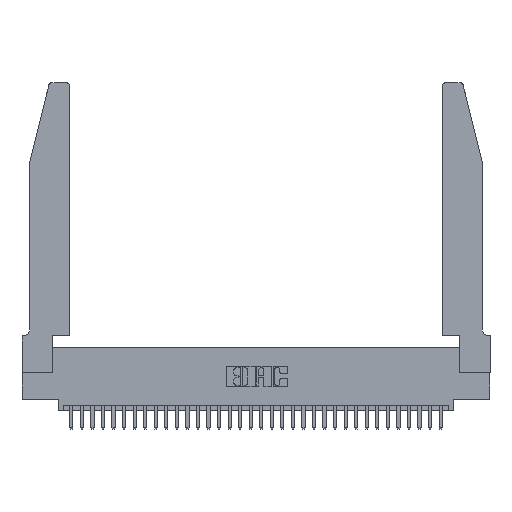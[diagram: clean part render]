
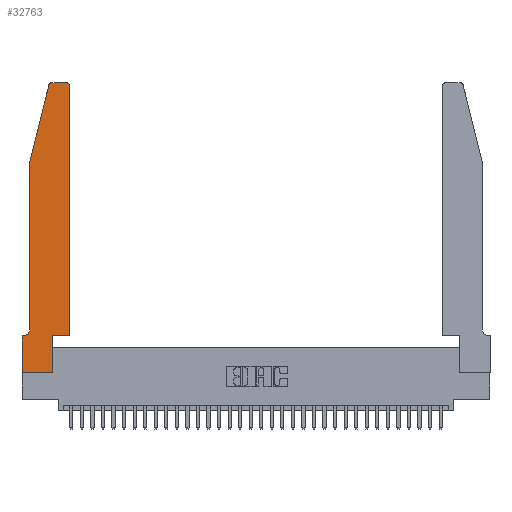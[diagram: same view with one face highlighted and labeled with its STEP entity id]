
A CAD part, top view. The second image highlights one B-rep face of the part: STEP entity #32763.
In plain terms, the highlighted planar face has unit normal (0, 0, 1).
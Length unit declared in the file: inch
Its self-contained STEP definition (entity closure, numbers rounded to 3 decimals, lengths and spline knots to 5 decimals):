
#27 = ORIENTED_EDGE ( 'NONE', *, *, #18408, .T. ) ;
#302 = ORIENTED_EDGE ( 'NONE', *, *, #15132, .T. ) ;
#395 = CARTESIAN_POINT ( 'NONE',  ( 0., 0.35, 0.37 ) ) ;
#876 = VERTEX_POINT ( 'NONE', #5556 ) ;
#934 = ORIENTED_EDGE ( 'NONE', *, *, #19479, .T. ) ;
#960 = VERTEX_POINT ( 'NONE', #24516 ) ;
#1558 = EDGE_CURVE ( 'NONE', #14462, #28992, #28059, .T. ) ;
#1647 = DIRECTION ( 'NONE',  ( 0., 1., 0. ) ) ;
#1663 = CARTESIAN_POINT ( 'NONE',  ( 0.0755, 2., 0.37 ) ) ;
#1879 = CARTESIAN_POINT ( 'NONE',  ( 0.0755, 0.35, 0.37 ) ) ;
#2142 = DIRECTION ( 'NONE',  ( 0., 0., 1. ) ) ;
#2437 = AXIS2_PLACEMENT_3D ( 'NONE', #29769, #21896, #6191 ) ;
#2445 = ORIENTED_EDGE ( 'NONE', *, *, #1558, .T. ) ;
#3489 = VECTOR ( 'NONE', #5770, 39.37008 ) ;
#3563 = PLANE ( 'NONE',  #2437 ) ;
#4121 = CARTESIAN_POINT ( 'NONE',  ( 0.4505, 0.35, 0.37 ) ) ;
#4295 = CIRCLE ( 'NONE', #9217, 0.03 ) ;
#4309 = CARTESIAN_POINT ( 'NONE',  ( 0.4505, 0.35, 0.37 ) ) ;
#4334 = LINE ( 'NONE', #29360, #3489 ) ;
#4728 = CARTESIAN_POINT ( 'NONE',  ( 0.2865, 0.35, 0.37 ) ) ;
#5130 = DIRECTION ( 'NONE',  ( 1., 0., 0. ) ) ;
#5204 = CARTESIAN_POINT ( 'NONE',  ( 0.0755, 2., 0.37 ) ) ;
#5556 = CARTESIAN_POINT ( 'NONE',  ( 0.0055, 0.35, 0.37 ) ) ;
#5770 = DIRECTION ( 'NONE',  ( 0., -1., 0. ) ) ;
#5864 = ORIENTED_EDGE ( 'NONE', *, *, #31483, .T. ) ;
#6191 = DIRECTION ( 'NONE',  ( 1., 0., 0. ) ) ;
#6764 = DIRECTION ( 'NONE',  ( 1., 0., 0. ) ) ;
#6814 = VERTEX_POINT ( 'NONE', #24738 ) ;
#6976 = CIRCLE ( 'NONE', #33375, 0.07 ) ;
#7729 = EDGE_CURVE ( 'NONE', #33405, #960, #8379, .T. ) ;
#7852 = DIRECTION ( 'NONE',  ( 0., -1., 0. ) ) ;
#8379 = LINE ( 'NONE', #20835, #15312 ) ;
#9217 = AXIS2_PLACEMENT_3D ( 'NONE', #17863, #2142, #20474 ) ;
#9680 = DIRECTION ( 'NONE',  ( -1., 0., 0. ) ) ;
#10492 = CARTESIAN_POINT ( 'NONE',  ( 0.2605, 2.75, 0.37 ) ) ;
#10681 = VECTOR ( 'NONE', #15735, 39.37008 ) ;
#11362 = CARTESIAN_POINT ( 'NONE',  ( 0.0055, 0.42, 0.37 ) ) ;
#12288 = VECTOR ( 'NONE', #22676, 39.37008 ) ;
#12492 = VERTEX_POINT ( 'NONE', #4728 ) ;
#12624 = CARTESIAN_POINT ( 'NONE',  ( 0.2865, 0.35, 0.37 ) ) ;
#12691 = VECTOR ( 'NONE', #7852, 39.37008 ) ;
#12958 = VERTEX_POINT ( 'NONE', #21855 ) ;
#13126 = CARTESIAN_POINT ( 'NONE',  ( 0., 0., 0.37 ) ) ;
#13137 = EDGE_CURVE ( 'NONE', #24128, #21530, #19288, .T. ) ;
#13385 = EDGE_CURVE ( 'NONE', #21530, #6814, #26756, .T. ) ;
#13393 = ORIENTED_EDGE ( 'NONE', *, *, #21016, .T. ) ;
#13603 = EDGE_CURVE ( 'NONE', #6814, #876, #6976, .T. ) ;
#13802 = CARTESIAN_POINT ( 'NONE',  ( 0.4205, 2.72, 0.37 ) ) ;
#13991 = DIRECTION ( 'NONE',  ( -1., 0., 0. ) ) ;
#14429 = CARTESIAN_POINT ( 'NONE',  ( 0.25487, 2.72718, 0.37 ) ) ;
#14462 = VERTEX_POINT ( 'NONE', #4121 ) ;
#15132 = EDGE_CURVE ( 'NONE', #960, #12492, #22893, .T. ) ;
#15267 = DIRECTION ( 'NONE',  ( 0., 1., 0. ) ) ;
#15312 = VECTOR ( 'NONE', #5130, 39.37008 ) ;
#15429 = VECTOR ( 'NONE', #6764, 39.37008 ) ;
#15693 = LINE ( 'NONE', #1879, #28939 ) ;
#15735 = DIRECTION ( 'NONE',  ( -1., 0., 0. ) ) ;
#15861 = VECTOR ( 'NONE', #15267, 39.37008 ) ;
#15866 = ORIENTED_EDGE ( 'NONE', *, *, #13137, .T. ) ;
#16449 = DIRECTION ( 'NONE',  ( 1., 0., 0. ) ) ;
#17082 = EDGE_LOOP ( 'NONE', ( #13393, #29361, #15866, #31390, #21248, #934, #27, #22811, #302, #32129, #2445, #5864 ) ) ;
#17184 = CARTESIAN_POINT ( 'NONE',  ( 0.4505, 0.35, 0.37 ) ) ;
#17341 = AXIS2_PLACEMENT_3D ( 'NONE', #13802, #32271, #16449 ) ;
#17863 = CARTESIAN_POINT ( 'NONE',  ( 0.284, 2.72, 0.37 ) ) ;
#18408 = EDGE_CURVE ( 'NONE', #25160, #33405, #4334, .T. ) ;
#18867 = EDGE_CURVE ( 'NONE', #19483, #24128, #4295, .T. ) ;
#19288 = LINE ( 'NONE', #1663, #12288 ) ;
#19479 = EDGE_CURVE ( 'NONE', #876, #25160, #15693, .T. ) ;
#19483 = VERTEX_POINT ( 'NONE', #33397 ) ;
#20378 = CIRCLE ( 'NONE', #17341, 0.03 ) ;
#20474 = DIRECTION ( 'NONE',  ( 1., 0., 0. ) ) ;
#20835 = CARTESIAN_POINT ( 'NONE',  ( 0., 0., 0.37 ) ) ;
#21016 = EDGE_CURVE ( 'NONE', #12958, #19483, #24699, .T. ) ;
#21248 = ORIENTED_EDGE ( 'NONE', *, *, #13603, .T. ) ;
#21530 = VERTEX_POINT ( 'NONE', #32376 ) ;
#21855 = CARTESIAN_POINT ( 'NONE',  ( 0.4205, 2.75, 0.37 ) ) ;
#21896 = DIRECTION ( 'NONE',  ( 0., 0., 1. ) ) ;
#22441 = LINE ( 'NONE', #17184, #15429 ) ;
#22676 = DIRECTION ( 'NONE',  ( -0.239, -0.971, 0. ) ) ;
#22811 = ORIENTED_EDGE ( 'NONE', *, *, #7729, .T. ) ;
#22893 = LINE ( 'NONE', #12624, #15861 ) ;
#24128 = VERTEX_POINT ( 'NONE', #14429 ) ;
#24516 = CARTESIAN_POINT ( 'NONE',  ( 0.2865, 0., 0.37 ) ) ;
#24699 = LINE ( 'NONE', #10492, #10681 ) ;
#24738 = CARTESIAN_POINT ( 'NONE',  ( 0.0755, 0.42, 0.37 ) ) ;
#25160 = VERTEX_POINT ( 'NONE', #395 ) ;
#25290 = FACE_OUTER_BOUND ( 'NONE', #17082, .T. ) ;
#26756 = LINE ( 'NONE', #5204, #12691 ) ;
#28059 = LINE ( 'NONE', #4309, #33413 ) ;
#28939 = VECTOR ( 'NONE', #9680, 39.37008 ) ;
#28992 = VERTEX_POINT ( 'NONE', #30365 ) ;
#29360 = CARTESIAN_POINT ( 'NONE',  ( 0., 0., 0.37 ) ) ;
#29361 = ORIENTED_EDGE ( 'NONE', *, *, #18867, .T. ) ;
#29769 = CARTESIAN_POINT ( 'NONE',  ( 0., 0.35, 0.37 ) ) ;
#29800 = DIRECTION ( 'NONE',  ( 0., 0., -1. ) ) ;
#30365 = CARTESIAN_POINT ( 'NONE',  ( 0.4505, 2.72, 0.37 ) ) ;
#30959 = EDGE_CURVE ( 'NONE', #12492, #14462, #22441, .T. ) ;
#31390 = ORIENTED_EDGE ( 'NONE', *, *, #13385, .T. ) ;
#31483 = EDGE_CURVE ( 'NONE', #28992, #12958, #20378, .T. ) ;
#32129 = ORIENTED_EDGE ( 'NONE', *, *, #30959, .T. ) ;
#32271 = DIRECTION ( 'NONE',  ( 0., 0., 1. ) ) ;
#32376 = CARTESIAN_POINT ( 'NONE',  ( 0.0755, 2., 0.37 ) ) ;
#32763 = ADVANCED_FACE ( 'NONE', ( #25290 ), #3563, .T. ) ;
#33375 = AXIS2_PLACEMENT_3D ( 'NONE', #11362, #29800, #13991 ) ;
#33397 = CARTESIAN_POINT ( 'NONE',  ( 0.284, 2.75, 0.37 ) ) ;
#33405 = VERTEX_POINT ( 'NONE', #13126 ) ;
#33413 = VECTOR ( 'NONE', #1647, 39.37008 ) ;
